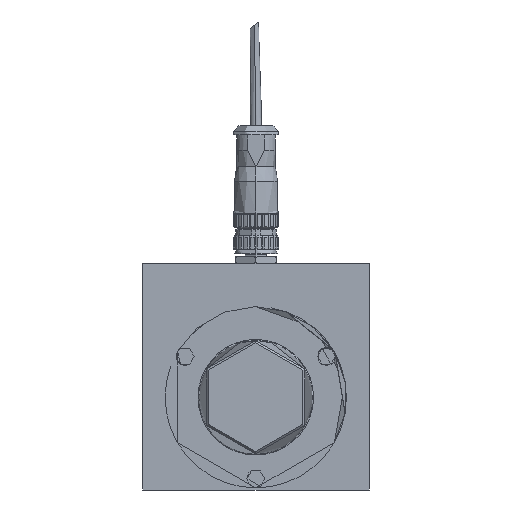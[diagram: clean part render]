
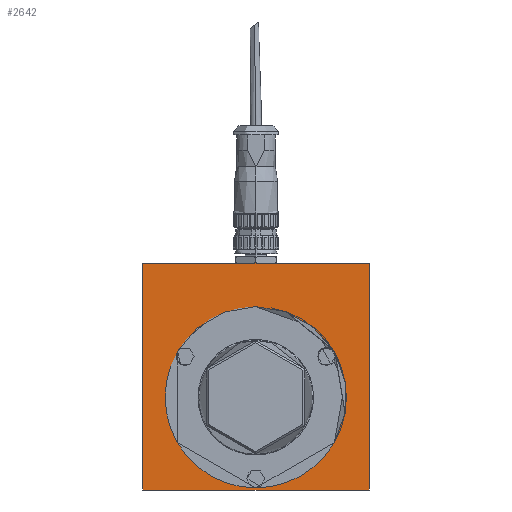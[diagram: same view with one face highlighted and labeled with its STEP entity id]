
A CAD part, left-side view. The second image highlights one B-rep face of the part: STEP entity #2642.
In plain terms, the highlighted planar face has unit normal (-1, 0, 0).
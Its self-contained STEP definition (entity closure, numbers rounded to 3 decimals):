
#2642=ADVANCED_FACE('0:10205',(#5420,#5421),#5422,.T.);
#5420=FACE_OUTER_BOUND('',#9200,.T.);
#5421=FACE_BOUND('',#9201,.T.);
#5422=PLANE('',#9202);
#9200=EDGE_LOOP('',(#16936,#16937,#16938,#16939));
#9201=EDGE_LOOP('',(#16940,#16941,#16942,#16943));
#9202=AXIS2_PLACEMENT_3D('',#16944,#16945,#16946);
#16936=ORIENTED_EDGE('',*,*,#19446,.T.);
#16937=ORIENTED_EDGE('',*,*,#18096,.F.);
#16938=ORIENTED_EDGE('',*,*,#20098,.T.);
#16939=ORIENTED_EDGE('',*,*,#19975,.T.);
#16940=ORIENTED_EDGE('',*,*,#19667,.T.);
#16941=ORIENTED_EDGE('',*,*,#20072,.T.);
#16942=ORIENTED_EDGE('',*,*,#19993,.T.);
#16943=ORIENTED_EDGE('',*,*,#20071,.T.);
#16944=CARTESIAN_POINT('',(-50.,0.,-0.001));
#16945=DIRECTION('',(-1.0,0.,0.0));
#16946=DIRECTION('',(0.,1.0,0.0));
#18096=EDGE_CURVE('0:12161',#21935,#21930,#21937,.T.);
#19446=EDGE_CURVE('0:11624',#23894,#21930,#23897,.T.);
#19667=EDGE_CURVE('0:11033',#24172,#24170,#24173,.T.);
#19975=EDGE_CURVE('0:12164',#24526,#23894,#24527,.T.);
#19993=EDGE_CURVE('0:11966',#24550,#24548,#24551,.T.);
#20071=EDGE_CURVE('0:11114',#24548,#24172,#24630,.T.);
#20072=EDGE_CURVE('0:11126',#24170,#24550,#24631,.T.);
#20098=EDGE_CURVE('0:12143',#21935,#24526,#24657,.T.);
#21930=VERTEX_POINT('',#27738);
#21935=VERTEX_POINT('',#27745);
#21937=LINE('',#27748,#27749);
#23894=VERTEX_POINT('',#31275);
#23897=LINE('',#31280,#31281);
#24170=VERTEX_POINT('',#31747);
#24172=VERTEX_POINT('',#31750);
#24173=CIRCLE('',#31751,4.0);
#24526=VERTEX_POINT('',#32378);
#24527=LINE('',#32379,#32380);
#24548=VERTEX_POINT('',#32415);
#24550=VERTEX_POINT('',#32418);
#24551=CIRCLE('',#32419,40.0);
#24630=CIRCLE('',#32516,39.949);
#24631=CIRCLE('',#32517,39.949);
#24657=LINE('',#32553,#32554);
#27738=CARTESIAN_POINT('',(-50.,50.,99.999));
#27745=CARTESIAN_POINT('',(-50.,50.,-0.001));
#27748=CARTESIAN_POINT('',(-50.,50.,-0.001));
#27749=VECTOR('',#34007,0.);
#31275=CARTESIAN_POINT('',(-50.,-50.,99.999));
#31280=CARTESIAN_POINT('',(-50.,50.,99.999));
#31281=VECTOR('',#35696,0.);
#31747=CARTESIAN_POINT('',(-50.,-34.929,60.388));
#31750=CARTESIAN_POINT('',(-50.,-34.254,61.555));
#31751=AXIS2_PLACEMENT_3D('',#35924,#35925,#35926);
#32378=CARTESIAN_POINT('',(-50.,-50.,-0.001));
#32379=CARTESIAN_POINT('',(-50.,-50.,-0.001));
#32380=VECTOR('',#36171,0.);
#32415=CARTESIAN_POINT('',(-50.,0.088,80.948));
#32418=CARTESIAN_POINT('',(-50.,-34.578,20.992));
#32419=AXIS2_PLACEMENT_3D('',#36184,#36185,#36186);
#32516=AXIS2_PLACEMENT_3D('',#36214,#36215,#36216);
#32517=AXIS2_PLACEMENT_3D('',#36217,#36218,#36219);
#32553=CARTESIAN_POINT('',(-50.,50.,-0.001));
#32554=VECTOR('',#36224,0.);
#34007=DIRECTION('',(0.0,0.0,1.0));
#35696=DIRECTION('',(0.,1.0,0.0));
#35924=CARTESIAN_POINT('',(-50.,-31.177,59.));
#35925=DIRECTION('',(1.0,0.,0.));
#35926=DIRECTION('',(0.,0.5,0.866));
#36171=DIRECTION('',(0.0,0.0,1.0));
#36184=CARTESIAN_POINT('',(-50.,0.088,40.948));
#36185=DIRECTION('',(1.0,0.,0.));
#36186=DIRECTION('',(0.,0.5,0.866));
#36214=CARTESIAN_POINT('',(-50.,0.,40.999));
#36215=DIRECTION('',(1.0,0.,0.0));
#36216=DIRECTION('',(0.,-1.0,0.0));
#36217=CARTESIAN_POINT('',(-50.,0.,40.999));
#36218=DIRECTION('',(1.0,0.,0.0));
#36219=DIRECTION('',(0.,-1.0,0.0));
#36224=DIRECTION('',(0.,-1.0,0.0));
